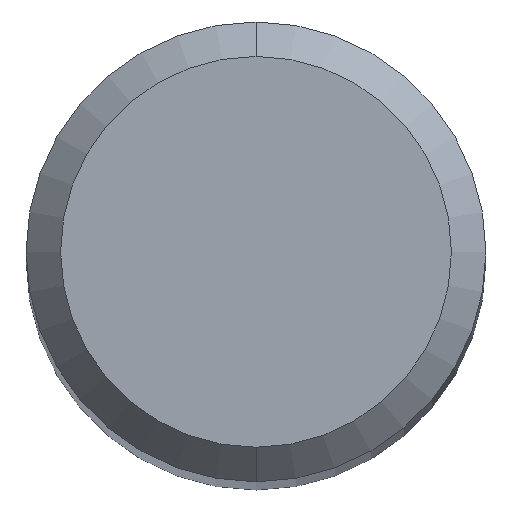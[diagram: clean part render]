
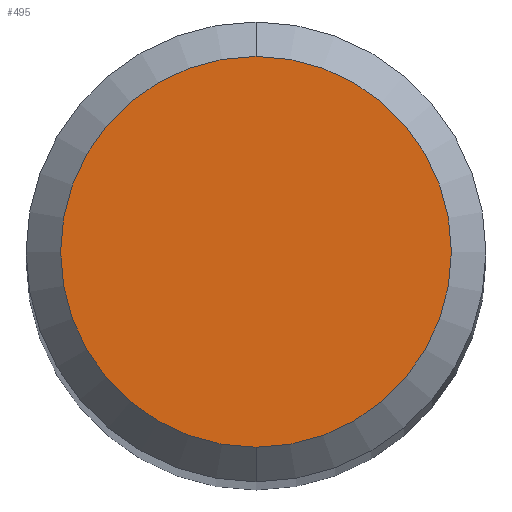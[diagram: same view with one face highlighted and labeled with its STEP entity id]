
A CAD part, top view. The second image highlights one B-rep face of the part: STEP entity #495.
In plain terms, the highlighted planar face has unit normal (0, 0, 1).
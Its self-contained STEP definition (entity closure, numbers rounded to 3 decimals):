
#469=EDGE_CURVE('',#711,#913,#1222,.T.);
#495=ADVANCED_FACE('',(#1251),#1252,.T.);
#711=VERTEX_POINT('',#1482);
#913=VERTEX_POINT('',#1707);
#1121=EDGE_CURVE('',#913,#711,#1936,.T.);
#1222=CIRCLE('',#2107,1.7);
#1251=FACE_OUTER_BOUND('',#2274,.T.);
#1252=PLANE('',#2275);
#1482=CARTESIAN_POINT('',(0.,-1.7,0.0));
#1707=CARTESIAN_POINT('',(0.0,1.7,0.0));
#1936=CIRCLE('',#5216,1.7);
#2107=AXIS2_PLACEMENT_3D('',#5311,#5312,#5313);
#2274=EDGE_LOOP('',(#5345,#5346));
#2275=AXIS2_PLACEMENT_3D('',#5347,#5348,#5349);
#5216=AXIS2_PLACEMENT_3D('',#6103,#6104,#6105);
#5311=CARTESIAN_POINT('',(0.0,0.0,0.0));
#5312=DIRECTION('',(0.0,0.0,-1.0));
#5313=DIRECTION('',(0.0,1.0,0.0));
#5345=ORIENTED_EDGE('',*,*,#1121,.F.);
#5346=ORIENTED_EDGE('',*,*,#469,.F.);
#5347=CARTESIAN_POINT('',(0.0,0.85,0.0));
#5348=DIRECTION('',(-0.0,0.0,1.0));
#5349=DIRECTION('',(0.0,-1.0,0.0));
#6103=CARTESIAN_POINT('',(0.0,0.0,0.0));
#6104=DIRECTION('',(0.0,0.0,-1.0));
#6105=DIRECTION('',(0.0,1.0,0.0));
